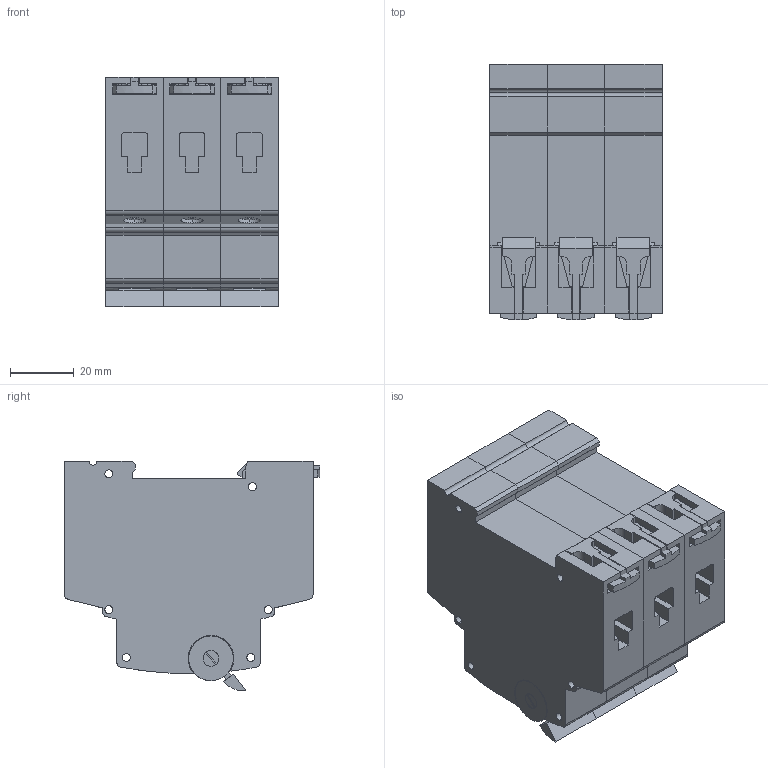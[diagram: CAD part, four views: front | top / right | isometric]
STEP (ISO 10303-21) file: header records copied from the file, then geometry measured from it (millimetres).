
FILE_DESCRIPTION (( 'STEP AP203' ), '1' );
FILE_NAME ('Âûêëþ÷àòåëè äî 125À 3Ð.STEP', '2016-11-11T12:41:41', ( '' ), ( '' ), 'SwSTEP 2.0', 'SolidWorks 2014', '' );
FILE_SCHEMA (( 'CONFIG_CONTROL_DESIGN' ));
Length unit declared in the file: millimetre
Products named in the file (5): 櫻蠉錪2-1; 櫻蠉錪1-1; øëÿïêà âèíòà(00)-1; Âûêëþ÷àòåëè äî 125À-1; Âûêëþ÷àòåëè äî 125À 3Ð
Assembly tree (15 placements, depth 2):
  Âûêëþ÷àòåëè äî 125À 3Ð
    Âûêëþ÷àòåëè äî 125À-1  x3
    櫻蠉錪2-1  x3
    櫻蠉錪1-1  x3
    øëÿïêà âèíòà(00)-1  x6
Bounding box: 54 x 80.1 x 72 mm (x, y, z)
Volume: 224598.6 mm3; surface area: 52960.6 mm2
Topology: 15 solids, 15 shells, 675 faces, 1815 edges, 1206 vertices
Faces by surface type: plane 477, cylinder 198
Entity records: 7456 total; most frequent: DIRECTION 1169, CARTESIAN_POINT 1164, ORIENTED_EDGE 1126, EDGE_CURVE 563, LINE 411, VECTOR 411, AXIS2_PLACEMENT_3D 379, VERTEX_POINT 374
